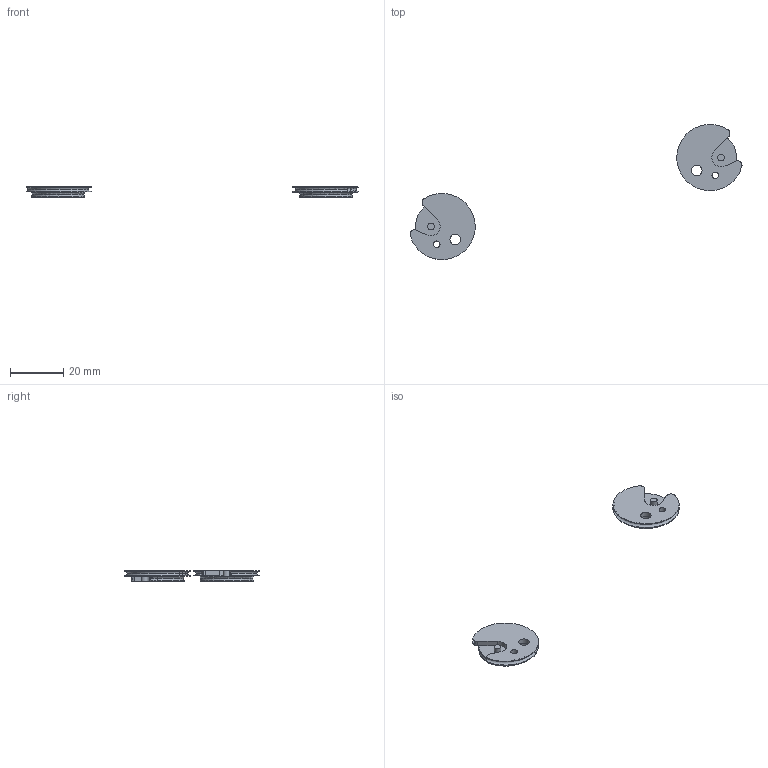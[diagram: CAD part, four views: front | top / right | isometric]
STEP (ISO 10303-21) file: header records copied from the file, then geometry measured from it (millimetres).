
FILE_DESCRIPTION(('FreeCAD Model'),'2;1');
FILE_NAME('Open CASCADE Shape Model','2024-03-07T22:19:14',('Author'),( ''),'Open CASCADE STEP processor 7.6','FreeCAD','Unknown');
FILE_SCHEMA(('AUTOMOTIVE_DESIGN { 1 0 10303 214 1 1 1 1 }'));
Length unit declared in the file: millimetre
Products named in the file (5): Cams; Corps; CAM1; Corps001; CAM2
Assembly tree (4 placements, depth 2):
  Cams
    Corps
    CAM1
    Corps001
    CAM2
Bounding box: 125.15 x 50.94 x 4 mm (x, y, z)
Volume: 2368 mm3; surface area: 3596.8 mm2
Topology: 4 solids, 4 shells, 66 faces, 164 edges, 112 vertices
Faces by surface type: cylinder 32, plane 22, torus 12
Full cylindrical faces by diameter (mm): 2.5 x8, 4 x4
Entity records: 2592 total; most frequent: CARTESIAN_POINT 825, DIRECTION 362, ORIENTED_EDGE 328, EDGE_CURVE 164, AXIS2_PLACEMENT_3D 151, VERTEX_POINT 112, FACE_BOUND 88, EDGE_LOOP 88
